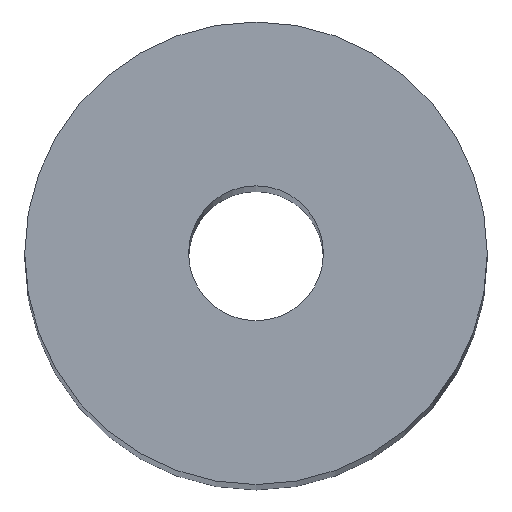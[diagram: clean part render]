
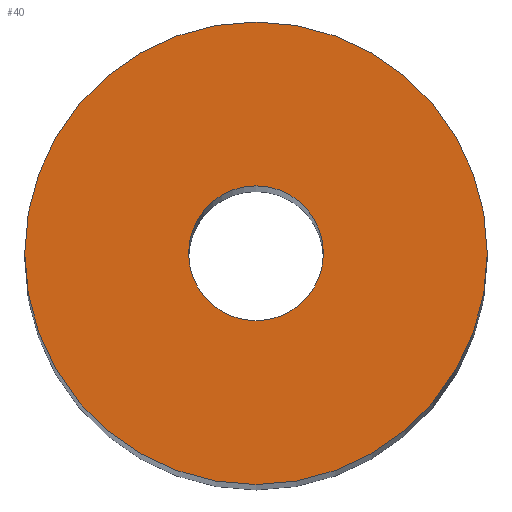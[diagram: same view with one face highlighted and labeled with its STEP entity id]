
A CAD part, top view. The second image highlights one B-rep face of the part: STEP entity #40.
In plain terms, the highlighted planar face has unit normal (0, 0, 1).
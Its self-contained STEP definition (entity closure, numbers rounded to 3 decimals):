
#40=ADVANCED_FACE('240[2]',(#86,#87),#88,.T.);
#47=EDGE_CURVE('240[2]',#96,#96,#97,.T.);
#52=EDGE_CURVE('240[2]',#104,#104,#105,.T.);
#86=FACE_OUTER_BOUND('',#138,.T.);
#87=FACE_BOUND('',#139,.T.);
#88=PLANE('',#140);
#96=VERTEX_POINT('',#150);
#97=CIRCLE('',#151,6.0);
#104=VERTEX_POINT('',#160);
#105=CIRCLE('',#161,1.75);
#138=EDGE_LOOP('',(#188));
#139=EDGE_LOOP('',(#189));
#140=AXIS2_PLACEMENT_3D('',#190,#191,#192);
#150=CARTESIAN_POINT('',(0.,6.,85.0));
#151=AXIS2_PLACEMENT_3D('',#197,#198,#199);
#160=CARTESIAN_POINT('',(0.,1.75,85.0));
#161=AXIS2_PLACEMENT_3D('',#206,#207,#208);
#188=ORIENTED_EDGE('',*,*,#47,.F.);
#189=ORIENTED_EDGE('',*,*,#52,.T.);
#190=CARTESIAN_POINT('',(0.,3.875,85.0));
#191=DIRECTION('',(0.,0.,1.0));
#192=DIRECTION('',(0.,-1.0,0.));
#197=CARTESIAN_POINT('',(0.,0.,85.0));
#198=DIRECTION('',(0.,0.,-1.0));
#199=DIRECTION('',(0.,1.0,0.));
#206=CARTESIAN_POINT('',(0.,0.,85.0));
#207=DIRECTION('',(0.,0.,-1.0));
#208=DIRECTION('',(0.,1.0,0.));
